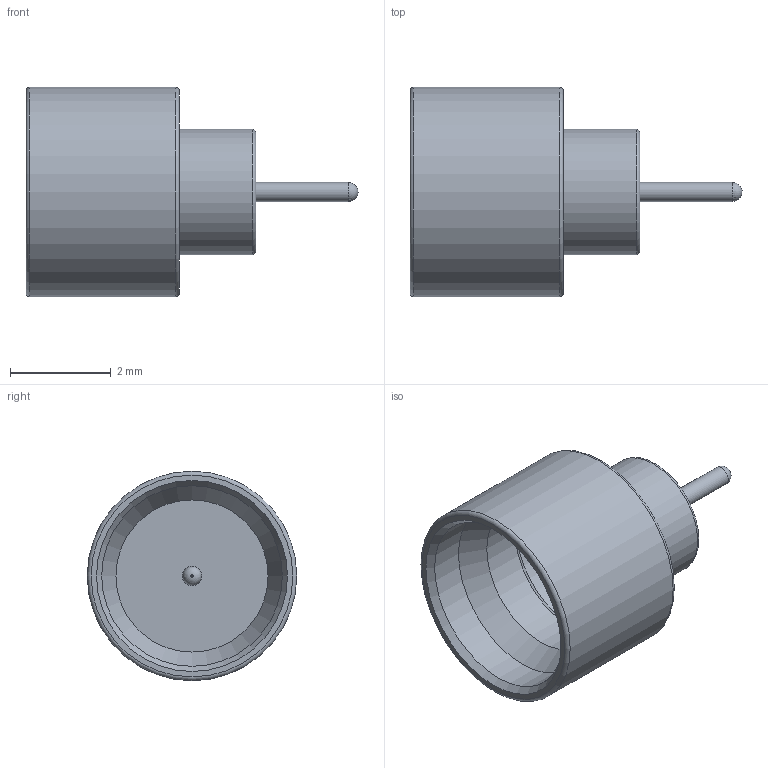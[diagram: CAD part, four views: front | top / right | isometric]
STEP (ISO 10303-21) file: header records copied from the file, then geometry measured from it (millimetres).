
FILE_DESCRIPTION (( 'STEP AP214' ), '1' );
FILE_NAME ('FMCN4397_3D.STEP', '2023-01-31T21:27:37', ( '' ), ( '' ), 'SwSTEP 2.0', 'SolidWorks 2022', '' );
FILE_SCHEMA (( 'AUTOMOTIVE_DESIGN' ));
Length unit declared in the file: inch
Products named in the file (1): FMCN4397_3D
Bounding box: 6.6 x 4.17 x 4.17 mm (x, y, z)
Volume: 25.4 mm3; surface area: 108.7 mm2
Topology: 1 solids, 1 shells, 21 faces, 42 edges, 26 vertices
Faces by surface type: cylinder 8, plane 5, torus 4, cone 3, sphere 1
Full cylindrical faces by diameter (mm): 0.381 x2, 1.984 x1, 2.492 x1, 3.024 x1, 3.177 x1, 3.592 x1, 4.166 x1
Entity records: 454 total; most frequent: DIRECTION 84, CARTESIAN_POINT 62, AXIS2_PLACEMENT_3D 42, ORIENTED_EDGE 40, EDGE_LOOP 40, FACE_OUTER_BOUND 32, ADVANCED_FACE 21, VERTEX_POINT 20
